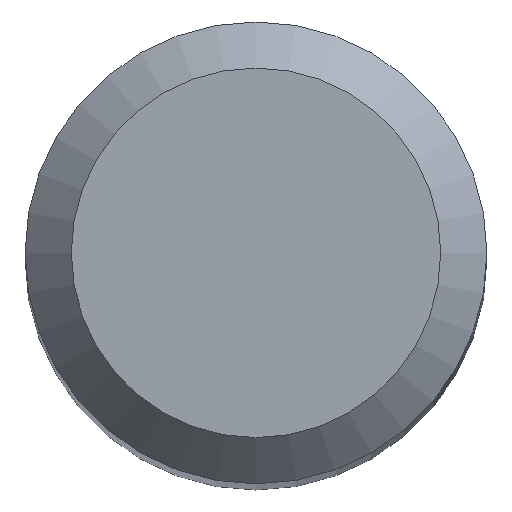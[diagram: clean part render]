
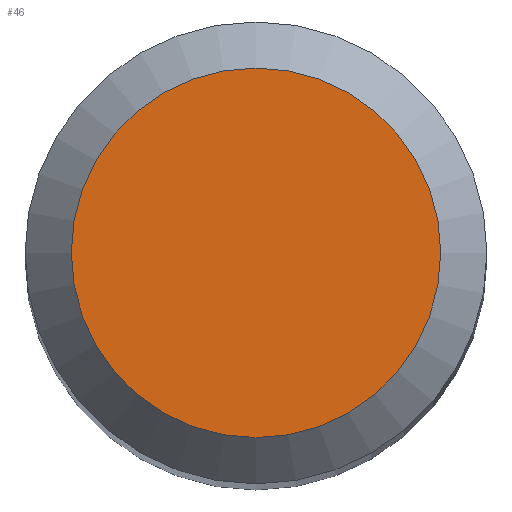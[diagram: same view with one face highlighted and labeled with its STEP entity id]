
A CAD part, top view. The second image highlights one B-rep face of the part: STEP entity #46.
In plain terms, the highlighted planar face has unit normal (0, 0, 1).
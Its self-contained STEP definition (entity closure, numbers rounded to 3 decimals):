
#31 = VERTEX_POINT ( 'NONE', #184 ) ;
#46 = ADVANCED_FACE ( 'NONE', ( #102 ), #138, .T. ) ;
#57 = EDGE_CURVE ( 'NONE', #31, #31, #127, .T. ) ;
#63 = DIRECTION ( 'NONE',  ( 0., 0., 1. ) ) ;
#80 = AXIS2_PLACEMENT_3D ( 'NONE', #171, #63, #122 ) ;
#88 = DIRECTION ( 'NONE',  ( 1., 0., 0. ) ) ;
#102 = FACE_OUTER_BOUND ( 'NONE', #234, .T. ) ;
#122 = DIRECTION ( 'NONE',  ( 1., 0., 0. ) ) ;
#127 = CIRCLE ( 'NONE', #80, 1.6 ) ;
#138 = PLANE ( 'NONE',  #167 ) ;
#139 = DIRECTION ( 'NONE',  ( 0., 0., 1. ) ) ;
#151 = CARTESIAN_POINT ( 'NONE',  ( 0., 0., 38. ) ) ;
#167 = AXIS2_PLACEMENT_3D ( 'NONE', #151, #139, #88 ) ;
#171 = CARTESIAN_POINT ( 'NONE',  ( 0., 0., 38. ) ) ;
#184 = CARTESIAN_POINT ( 'NONE',  ( 1.6, 0., 38. ) ) ;
#234 = EDGE_LOOP ( 'NONE', ( #237 ) ) ;
#237 = ORIENTED_EDGE ( 'NONE', *, *, #57, .T. ) ;
